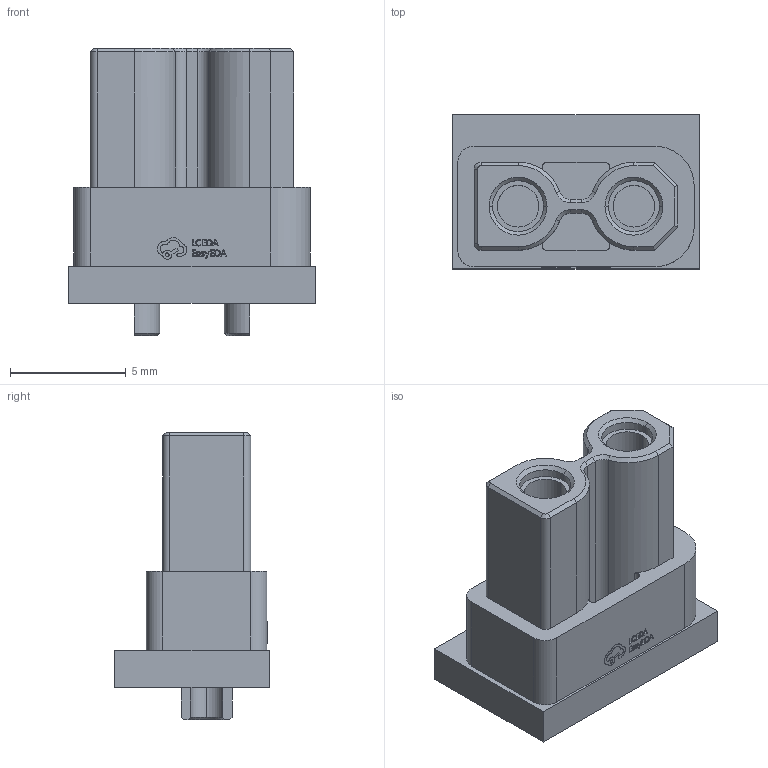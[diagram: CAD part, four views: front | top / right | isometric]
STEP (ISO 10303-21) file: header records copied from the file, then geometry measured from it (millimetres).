
FILE_DESCRIPTION(('Designed by EasyEDA Pro'),'2;1');
FILE_NAME('Open CASCADE Shape Model','2025-05-03T09:56:45',('Author'),( 'Open CASCADE'),'Open CASCADE STEP processor 7.8','Open CASCADE 7.8' ,'Unknown');
FILE_SCHEMA(('AUTOMOTIVE_DESIGN { 1 0 10303 214 1 1 1 1 }'));
Length unit declared in the file: millimetre
Products named in the file (8): EasyEDA PCB Model~z1Un; Board~z1Un; TopCopper~z1Un; BottomCopper~z1Un; TopFpcStiffener~z1Un; BottomFpcStiffener~z1Un; U1~CONN-TH_XT30U-F~CONN-TH_XT30U-F~z1Un; CONN-TH_XT30U-F~CONN-TH_XT30U-F~z1Un
Assembly tree (7 placements, depth 3):
  EasyEDA PCB Model~z1Un
    Board~z1Un
    TopCopper~z1Un
    BottomCopper~z1Un
    TopFpcStiffener~z1Un
    BottomFpcStiffener~z1Un
    U1~CONN-TH_XT30U-F~CONN-TH_XT30U-F~z1Un
      CONN-TH_XT30U-F~CONN-TH_XT30U-F~z1Un
Bounding box: 10.64 x 6.65 x 12.4 mm (x, y, z)
Volume: 375.2 mm3; surface area: 724.7 mm2
Topology: 2 solids, 2 shells, 333 faces, 889 edges, 584 vertices
Faces by surface type: plane 175, bspline 98, cylinder 40, cone 20
Entity records: 13977 total; most frequent: CARTESIAN_POINT 3120, ORIENTED_EDGE 1778, DIRECTION 1287, EDGE_CURVE 889, VERTEX_POINT 584, LINE 577, VECTOR 577, FACE_BOUND 365
